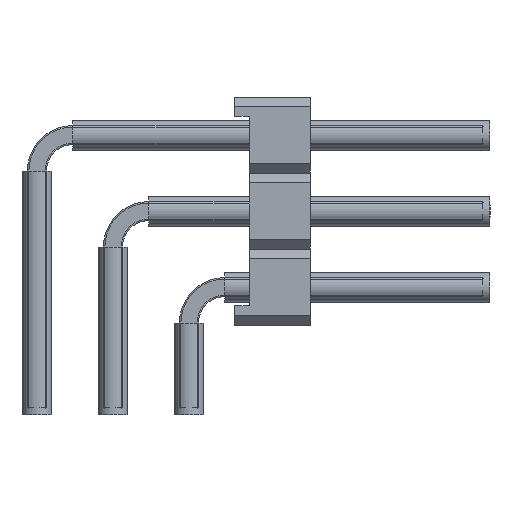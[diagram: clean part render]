
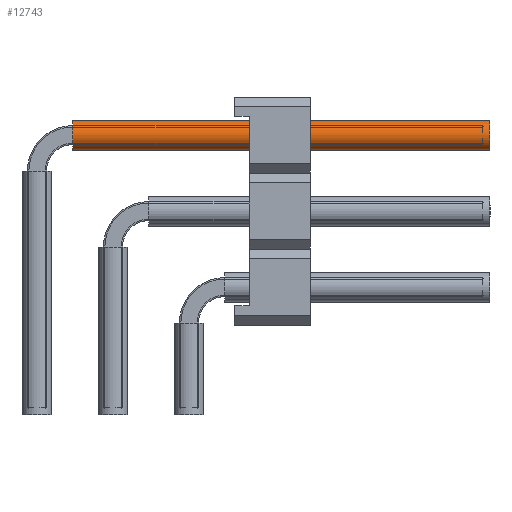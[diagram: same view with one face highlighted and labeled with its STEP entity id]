
A CAD part, left-side view. The second image highlights one B-rep face of the part: STEP entity #12743.
In plain terms, the highlighted cylindrical face has radius 0.5 mm (diameter 1 mm), a full revolution.
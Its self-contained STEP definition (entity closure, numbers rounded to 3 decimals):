
#6780=ORIENTED_EDGE('',*,*,#8680,.F.);
#6781=ORIENTED_EDGE('',*,*,#8681,.T.);
#8680=EDGE_CURVE('',#9920,#9920,#10420,.T.);
#8681=EDGE_CURVE('',#9921,#9921,#10421,.T.);
#9920=VERTEX_POINT('',#21259);
#9921=VERTEX_POINT('',#21261);
#10420=CIRCLE('',#13943,0.5);
#10421=CIRCLE('',#13944,0.5);
#11140=EDGE_LOOP('',(#6780));
#11141=EDGE_LOOP('',(#6781));
#11874=FACE_BOUND('',#11140,.T.);
#11875=FACE_BOUND('',#11141,.T.);
#12137=CYLINDRICAL_SURFACE('',#13942,0.5);
#12743=ADVANCED_FACE('',(#11874,#11875),#12137,.F.);
#13942=AXIS2_PLACEMENT_3D('',#21257,#17476,#17477);
#13943=AXIS2_PLACEMENT_3D('',#21258,#17478,#17479);
#13944=AXIS2_PLACEMENT_3D('',#21260,#17480,#17481);
#17476=DIRECTION('',(1.,0.,0.));
#17477=DIRECTION('',(0.,0.,-1.));
#17478=DIRECTION('',(-1.,0.,0.));
#17479=DIRECTION('',(0.,0.,1.));
#17480=DIRECTION('',(-1.,0.,0.));
#17481=DIRECTION('',(0.,0.,1.));
#21257=CARTESIAN_POINT('',(1.2,0.,9.35));
#21258=CARTESIAN_POINT('',(15.14,0.,9.35));
#21259=CARTESIAN_POINT('',(15.14,0.,9.85));
#21260=CARTESIAN_POINT('',(1.2,0.,9.35));
#21261=CARTESIAN_POINT('',(1.2,0.,9.85));
